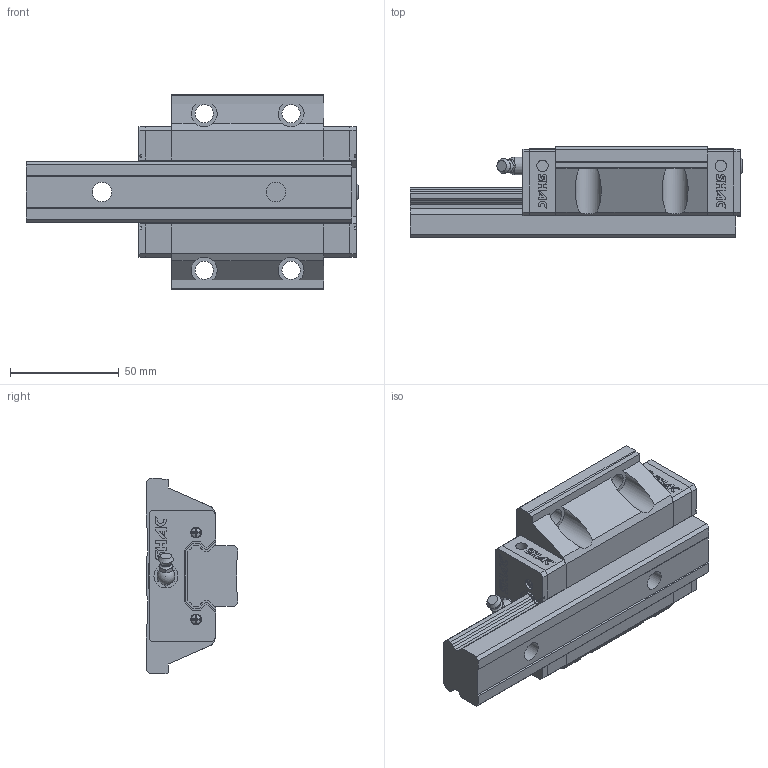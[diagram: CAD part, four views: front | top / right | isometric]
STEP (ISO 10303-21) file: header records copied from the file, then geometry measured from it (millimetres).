
FILE_DESCRIPTION(/* description */ ('STEP AP214'),/* implementation_level */ '2;1');
FILE_NAME(/* name */ 'GEW30CA1U150Z0C-35_35(1_)',/* time_stamp */ '2025-09-08T11:49:46+02:00',/* author */ ('License CC BY-ND 4.0'),/* organization */ ('CADENAS'),/* preprocessor_version */ 'ST-DEVELOPER v19.3',/* originating_system */ 'PARTsolutions',/* authorisation */ ' ');
FILE_SCHEMA (('AUTOMOTIVE_DESIGN {1 0 10303 214 3 1 1}'));
Length unit declared in the file: millimetre
Products named in the file (8): GEW30CA1U150Z0C-35/35(1_); GE30CU150-35/35(2U)_RAIL; GEW30CA_slider; GEC30_C; GEC30_P; GH30_SCREW; GH30_BOLT; GH30-_G
Assembly tree (12 placements, depth 2):
  GEW30CA1U150Z0C-35/35(1_)
    GE30CU150-35/35(2U)_RAIL
    GEW30CA_slider
    GEC30_C  x2
    GEC30_P  x2
    GH30_SCREW  x4
    GH30_BOLT
    GH30-_G
Bounding box: 152.8 x 42 x 90 mm (x, y, z)
Volume: 270909.3 mm3; surface area: 61988.6 mm2
Topology: 12 solids, 12 shells, 751 faces, 2013 edges, 1332 vertices
Faces by surface type: plane 614, cylinder 105, cone 20, torus 7, sphere 5
Full cylindrical faces by diameter (mm): 2.2 x4, 4.5 x1, 4.65 x4, 5 x4, 5.2 x4, 6 x2, 6.5 x2, 7.1 x2, 8 x1, 8.2 x1, 8.376 x4, 9 x2, 11 x2, 14 x2
Entity records: 14134 total; most frequent: CARTESIAN_POINT 2540, ORIENTED_EDGE 2352, DIRECTION 2261, EDGE_CURVE 1176, LINE 969, VECTOR 969, VERTEX_POINT 799, AXIS2_PLACEMENT_3D 646
